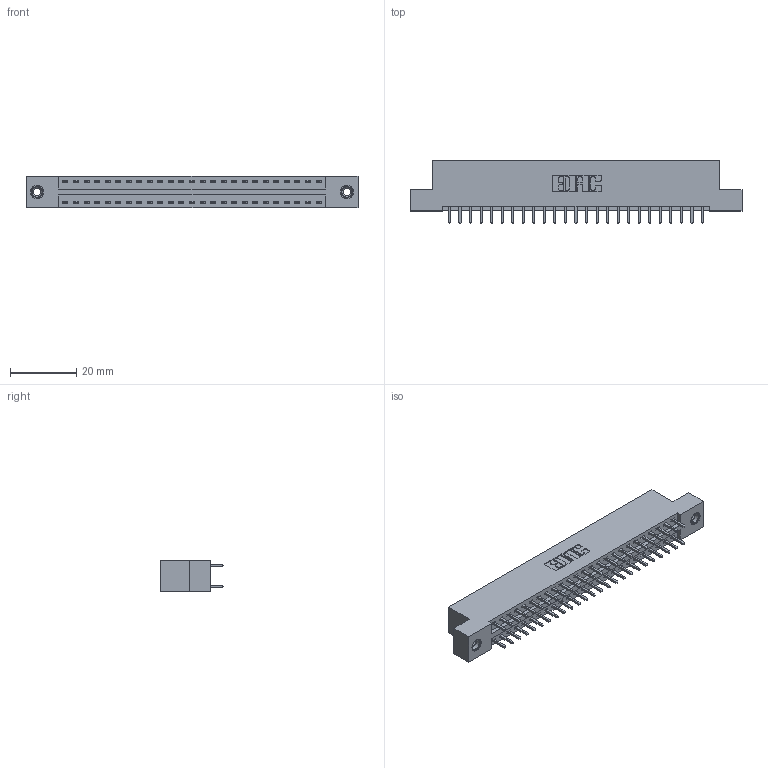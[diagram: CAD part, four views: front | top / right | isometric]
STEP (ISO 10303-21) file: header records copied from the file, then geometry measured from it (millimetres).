
FILE_DESCRIPTION (( 'STEP AP203' ), '1' );
FILE_NAME ('346-050-521-208.STEP', '2022-05-20T22:50:34', ( '' ), ( '' ), 'SwSTEP 2.0', 'SolidWorks 2020', '' );
FILE_SCHEMA (( 'CONFIG_CONTROL_DESIGN' ));
Length unit declared in the file: inch
Products named in the file (4): 345-292-001_345-293-121; 346-050-521-208; 346 Part_Flush Mounting Lugs - 0.156 Dia-TI; 345-250-001_345-250-003-102
Assembly tree (53 placements, depth 2):
  346-050-521-208
    346 Part_Flush Mounting Lugs - 0.156 Dia-TI
    345-292-001_345-293-121  x50
    345-250-001_345-250-003-102  x2
Bounding box: 99.95 x 19.05 x 9.4 mm (x, y, z)
Volume: 9587.3 mm3; surface area: 12793.8 mm2
Topology: 53 solids, 53 shells, 2782 faces, 8215 edges, 5402 vertices
Faces by surface type: plane 1858, cylinder 908, cone 12, torus 4
Entity records: 19808 total; most frequent: CARTESIAN_POINT 3271, ORIENTED_EDGE 3198, DIRECTION 2961, EDGE_CURVE 1599, VECTOR 1347, LINE 1347, VERTEX_POINT 1060, AXIS2_PLACEMENT_3D 807
